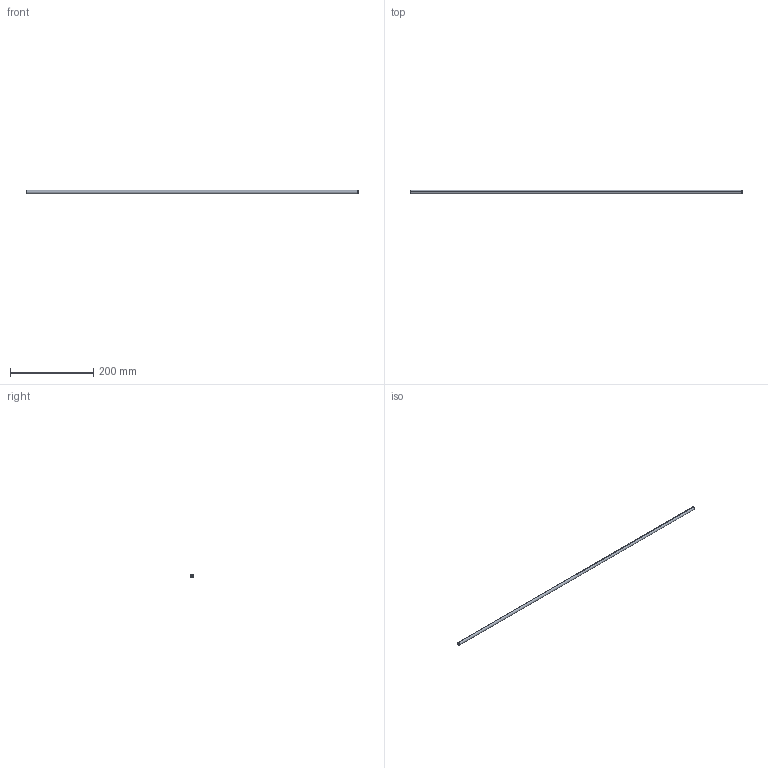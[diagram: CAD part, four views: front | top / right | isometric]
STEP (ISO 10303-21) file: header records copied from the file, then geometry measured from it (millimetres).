
FILE_DESCRIPTION(('HOOPS Exchange Step'),'2;1');
FILE_NAME('export-7B730DE1-CCDE-4918-9BA9-1C10B9E4ECE4.stp','2024-05-18T13:43:18+02:00',('Engineering'),('Alibre'),'HOOPS Exchange 2023.0','Alibre','Unknown authorisation');
FILE_SCHEMA( ('AP242_MANAGED_MODEL_BASED_3D_ENGINEERING_MIM_LF {1 0 10303 442 1 1 4 }') );
Length unit declared in the file: millimetre
Products named in the file (2): 6849-1 HIWIN T7 Ballscrew 8mm Diameter 2.5mm Pitch L=800mm; 6849 HIWIN T7 Ballscrew 8mm Diameter 2.5mm Pitch L=800mm
Assembly tree (1 placements, depth 2):
  6849 HIWIN T7 Ballscrew 8mm Diameter 2.5mm Pitch L=800mm
    6849-1 HIWIN T7 Ballscrew 8mm Diameter 2.5mm Pitch L=800mm
Bounding box: 800 x 7.8 x 7.8 mm (x, y, z)
Volume: 38222.6 mm3; surface area: 19686.6 mm2
Topology: 1 solids, 1 shells, 71 faces, 191 edges, 126 vertices
Faces by surface type: plane 65, cone 4, cylinder 2
Entity records: 2380 total; most frequent: CARTESIAN_POINT 392, ORIENTED_EDGE 382, DIRECTION 349, EDGE_CURVE 191, VECTOR 183, LINE 183, VERTEX_POINT 126, AXIS2_PLACEMENT_3D 83
